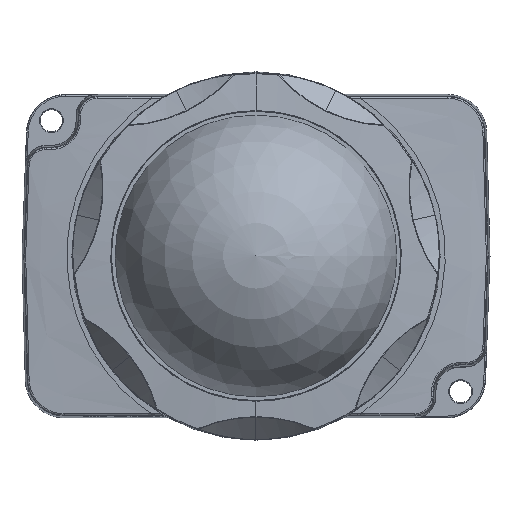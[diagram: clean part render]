
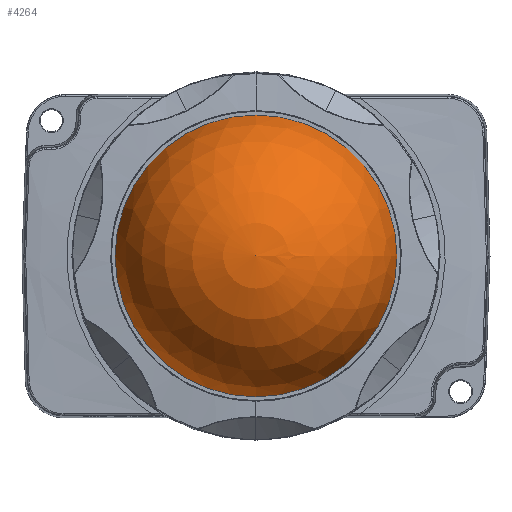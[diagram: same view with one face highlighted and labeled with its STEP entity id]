
A CAD part, top view. The second image highlights one B-rep face of the part: STEP entity #4264.
In plain terms, the highlighted spherical face has radius 28 mm.
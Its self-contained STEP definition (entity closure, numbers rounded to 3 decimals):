
#2998=SPHERICAL_SURFACE('',#10977,28.);
#3487=FACE_OUTER_BOUND('',#6065,.T.);
#3845=CIRCLE('',#10949,27.55);
#4264=ADVANCED_FACE('',(#3487),#2998,.T.);
#6065=EDGE_LOOP('',(#7199));
#7199=ORIENTED_EDGE('',*,*,#9648,.F.);
#8854=VERTEX_POINT('',#16330);
#9648=EDGE_CURVE('',#8854,#8854,#3845,.T.);
#10949=AXIS2_PLACEMENT_3D('',#16329,#11863,#11864);
#10977=AXIS2_PLACEMENT_3D('',#18016,#12004,#12005);
#11863=DIRECTION('',(0.,0.,-1.));
#11864=DIRECTION('',(-1.,0.,0.));
#12004=DIRECTION('',(0.,0.,-1.));
#12005=DIRECTION('',(1.,0.,0.));
#16329=CARTESIAN_POINT('',(60.,40.,6.));
#16330=CARTESIAN_POINT('',(32.45,40.,6.));
#18016=CARTESIAN_POINT('',(60.,40.,1.));
